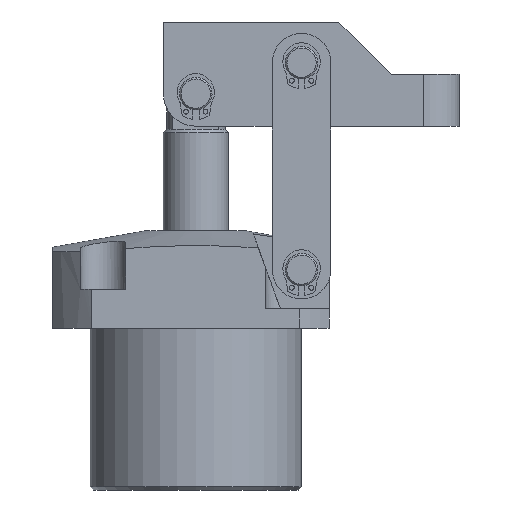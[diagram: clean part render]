
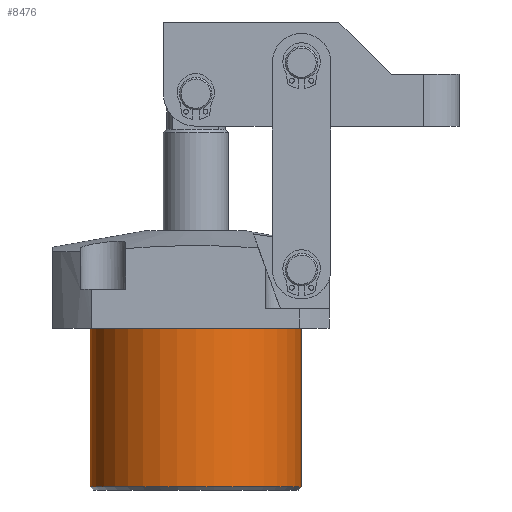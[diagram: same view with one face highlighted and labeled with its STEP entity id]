
A CAD part, front view. The second image highlights one B-rep face of the part: STEP entity #8476.
In plain terms, the highlighted cylindrical face has radius 32.5 mm (diameter 65 mm), a partial arc.
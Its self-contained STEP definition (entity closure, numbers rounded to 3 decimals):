
#170 = AXIS2_PLACEMENT_3D ( 'NONE', #2109, #2110, #2122 ) ;
#1214 = VERTEX_POINT ( 'NONE', #9000 ) ;
#1236 = VERTEX_POINT ( 'NONE', #8978 ) ;
#1675 = EDGE_LOOP ( 'NONE', ( #3302, #3333, #3332, #2975 ) ) ;
#2109 = CARTESIAN_POINT ( 'NONE',  ( 0., 0., -49.7 ) ) ;
#2110 = DIRECTION ( 'NONE',  ( 0., 0., 1. ) ) ;
#2122 = DIRECTION ( 'NONE',  ( 1., 0., 0. ) ) ;
#2975 = ORIENTED_EDGE ( 'NONE', *, *, #4685, .T. ) ;
#3302 = ORIENTED_EDGE ( 'NONE', *, *, #4596, .F. ) ;
#3332 = ORIENTED_EDGE ( 'NONE', *, *, #4598, .T. ) ;
#3333 = ORIENTED_EDGE ( 'NONE', *, *, #4754, .T. ) ;
#4046 = AXIS2_PLACEMENT_3D ( 'NONE', #8719, #8718, #8717 ) ;
#4064 = AXIS2_PLACEMENT_3D ( 'NONE', #7445, #7444, #7442 ) ;
#4596 = EDGE_CURVE ( 'NONE', #7832, #1236, #6451, .T. ) ;
#4598 = EDGE_CURVE ( 'NONE', #7818, #1214, #6458, .T. ) ;
#4685 = EDGE_CURVE ( 'NONE', #1214, #1236, #6570, .T. ) ;
#4754 = EDGE_CURVE ( 'NONE', #7832, #7818, #6672, .T. ) ;
#5003 = FACE_OUTER_BOUND ( 'NONE', #1675, .T. ) ;
#5013 = CYLINDRICAL_SURFACE ( 'NONE', #170, 32.5 ) ;
#5653 = DIRECTION ( 'NONE',  ( 0., 0., 1. ) ) ;
#5654 = CARTESIAN_POINT ( 'NONE',  ( 32.5, 0., -49.7 ) ) ;
#5658 = CARTESIAN_POINT ( 'NONE',  ( -32.5, 0., -49.7 ) ) ;
#5659 = DIRECTION ( 'NONE',  ( 0., 0., 1. ) ) ;
#6451 = LINE ( 'NONE', #5658, #6457 ) ;
#6457 = VECTOR ( 'NONE', #5653, 1000. ) ;
#6458 = LINE ( 'NONE', #5654, #6460 ) ;
#6460 = VECTOR ( 'NONE', #5659, 1000. ) ;
#6570 = CIRCLE ( 'NONE', #4064, 32.5 ) ;
#6672 = CIRCLE ( 'NONE', #4046, 32.5 ) ;
#6907 = CARTESIAN_POINT ( 'NONE',  ( 32.5, 0., -48.7 ) ) ;
#6912 = CARTESIAN_POINT ( 'NONE',  ( -32.5, 0., -48.7 ) ) ;
#7442 = DIRECTION ( 'NONE',  ( 1., 0., 0. ) ) ;
#7444 = DIRECTION ( 'NONE',  ( 0., 0., -1. ) ) ;
#7445 = CARTESIAN_POINT ( 'NONE',  ( 0., 0., 0. ) ) ;
#7818 = VERTEX_POINT ( 'NONE', #6907 ) ;
#7832 = VERTEX_POINT ( 'NONE', #6912 ) ;
#8476 = ADVANCED_FACE ( 'NONE', ( #5003 ), #5013, .T. ) ;
#8717 = DIRECTION ( 'NONE',  ( -1., 0., 0. ) ) ;
#8718 = DIRECTION ( 'NONE',  ( 0., 0., 1. ) ) ;
#8719 = CARTESIAN_POINT ( 'NONE',  ( 0., 0., -48.7 ) ) ;
#8978 = CARTESIAN_POINT ( 'NONE',  ( -32.5, 0., 0. ) ) ;
#9000 = CARTESIAN_POINT ( 'NONE',  ( 32.5, 0., 0. ) ) ;
